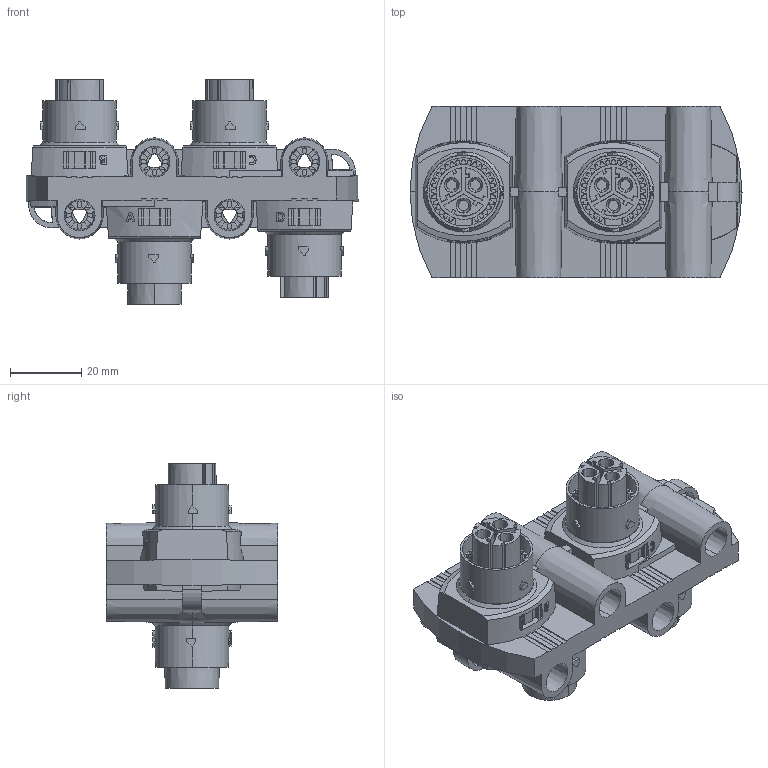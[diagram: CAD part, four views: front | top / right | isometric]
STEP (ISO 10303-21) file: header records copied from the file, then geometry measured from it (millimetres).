
FILE_DESCRIPTION(('Creo Elements/Direct Modeling STEP Export'),'2;1');
FILE_NAME('model.stp','2024-01-17T 9:36:16',(''),(''),'Creo Elements/Direct Modeling STEP processor for AP214 (Solid Model)','Creo Elements/Direct Modeling 20.1D 10-Oct-2020 (C) Parametric Technology GmbH','');
FILE_SCHEMA(('AUTOMOTIVE_DESIGN { 1 0 10303 214 1 1 1 1 }'));
Length unit declared in the file: millimetre
Products named in the file (2): IPD_H_3P2.5_BK-select
Assembly tree (1 placements, depth 2):
  IPD_H_3P2.5_BK-select
    IPD_H_3P2.5_BK-select
Bounding box: 93 x 48 x 63 mm (x, y, z)
Volume: 78884.3 mm3; surface area: 42926.3 mm2
Topology: 1 solids, 1 shells, 1821 faces, 5148 edges, 3437 vertices
Faces by surface type: plane 1277, cone 313, cylinder 147, extrusion 80, bspline 4
Entity records: 72449 total; most frequent: CARTESIAN_POINT 18888, ORIENTED_EDGE 10296, DIRECTION 8874, EDGE_CURVE 5148, VERTEX_POINT 3437, VECTOR 3054, LINE 2974, AXIS2_PLACEMENT_3D 2910
